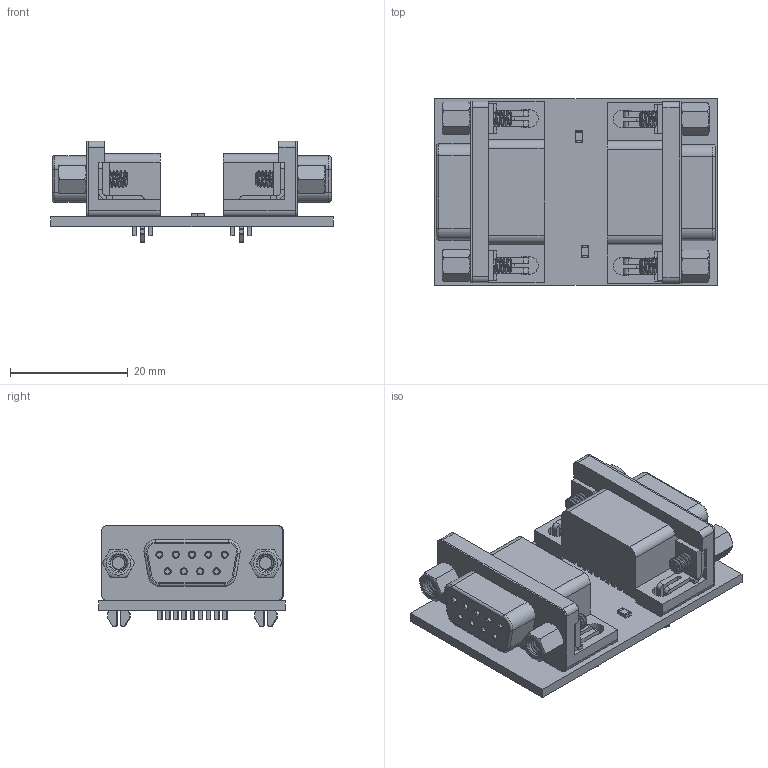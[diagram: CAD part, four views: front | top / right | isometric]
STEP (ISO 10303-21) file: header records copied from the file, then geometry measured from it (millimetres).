
FILE_DESCRIPTION(('Open CASCADE Model'),'2;1');
FILE_NAME('Open CASCADE Shape Model','2024-09-16T01:13:11',('Author'),( 'Open CASCADE'),'Open CASCADE STEP processor 7.5','Open CASCADE 7.5' ,'Unknown');
FILE_SCHEMA(('AUTOMOTIVE_DESIGN { 1 0 10303 214 1 1 1 1 }'));
Length unit declared in the file: millimetre
Products named in the file (12): PCB; Board; Open CASCADE STEP translator 7.5 2.1.1; J1; 6125184960; A-DF 09 A_KG-T2S_A-DF 09 A_KG-T2S; R2; AC0805FR-7W120RL; R1; J2; 6045996864
Assembly tree (12 placements, depth 4):
  PCB
    Board
      Open CASCADE STEP translator 7.5 2.1.1
    J1
      6125184960
        A-DF 09 A_KG-T2S_A-DF 09 A_KG-T2S
    R2
      AC0805FR-7W120RL
    R1
      AC0805FR-7W120RL
    J2
      6045996864
        A-DF 09 A_KG-T2S_A-DF 09 A_KG-T2S
Bounding box: 48 x 31.75 x 17.2 mm (x, y, z)
Volume: 10654.1 mm3; surface area: 12358.6 mm2
Topology: 43 solids, 43 shells, 1020 faces, 2636 edges, 1728 vertices
Faces by surface type: plane 568, cylinder 336, cone 52, bspline 40, torus 24
Entity records: 45948 total; most frequent: CARTESIAN_POINT 21617, ORIENTED_EDGE 5080, DIRECTION 4514, EDGE_CURVE 2540, VERTEX_POINT 1664, LINE 1584, VECTOR 1584, AXIS2_PLACEMENT_3D 1465
